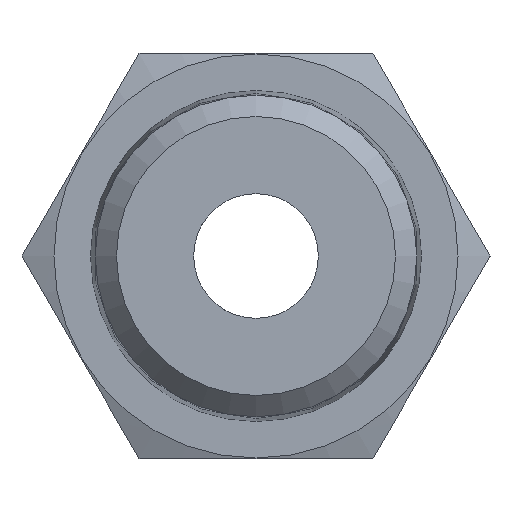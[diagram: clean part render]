
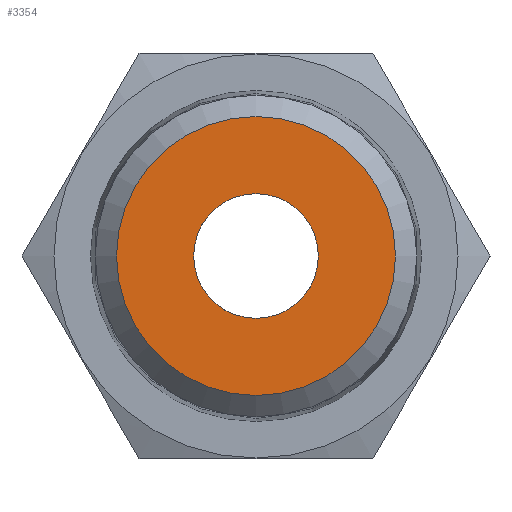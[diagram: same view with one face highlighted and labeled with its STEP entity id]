
A CAD part, left-side view. The second image highlights one B-rep face of the part: STEP entity #3354.
In plain terms, the highlighted planar face has unit normal (-1, 0, 0).
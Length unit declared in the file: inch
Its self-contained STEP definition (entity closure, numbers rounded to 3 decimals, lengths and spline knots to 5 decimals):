
#3161=CARTESIAN_POINT('',(-0.94,0.,0.25));
#3162=VERTEX_POINT('',#3161);
#3163=CARTESIAN_POINT('',(-0.94,0.,0.0));
#3164=DIRECTION('',(1.0,0.0,0.0));
#3165=DIRECTION('',(0.0,0.0,-1.0));
#3166=AXIS2_PLACEMENT_3D('',#3163,#3164,#3165);
#3167=CIRCLE('',#3166,0.25);
#3168=EDGE_CURVE('',#3162,#3162,#3167,.T.);
#3300=CARTESIAN_POINT('',(-0.94,0.,0.55912));
#3301=VERTEX_POINT('',#3300);
#3302=CARTESIAN_POINT('',(-0.94,0.,0.0));
#3303=DIRECTION('',(1.0,0.0,0.0));
#3304=DIRECTION('',(0.0,0.0,-1.0));
#3305=AXIS2_PLACEMENT_3D('',#3302,#3303,#3304);
#3306=CIRCLE('',#3305,0.55912);
#3307=EDGE_CURVE('',#3301,#3301,#3306,.T.);
#3343=CARTESIAN_POINT('',(-0.94,0.,0.0));
#3344=DIRECTION('',(1.0,0.0,0.0));
#3345=DIRECTION('',(0.0,0.0,-1.0));
#3346=AXIS2_PLACEMENT_3D('',#3343,#3344,#3345);
#3347=PLANE('',#3346);
#3348=ORIENTED_EDGE('',*,*,#3307,.F.);
#3349=EDGE_LOOP('',(#3348));
#3350=FACE_OUTER_BOUND('',#3349,.T.);
#3351=ORIENTED_EDGE('',*,*,#3168,.T.);
#3352=EDGE_LOOP('',(#3351));
#3353=FACE_BOUND('',#3352,.T.);
#3354=ADVANCED_FACE('',(#3350,#3353),#3347,.F.);
